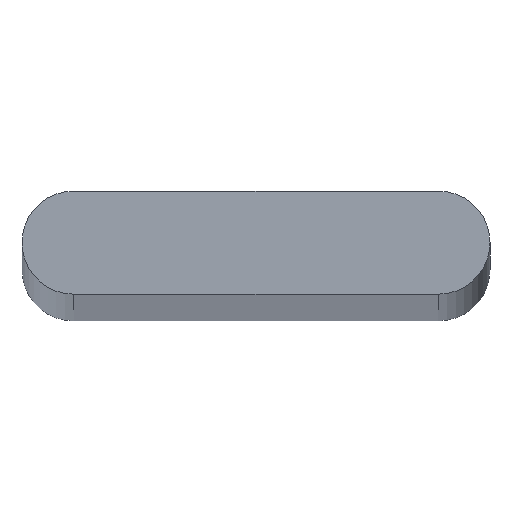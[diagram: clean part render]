
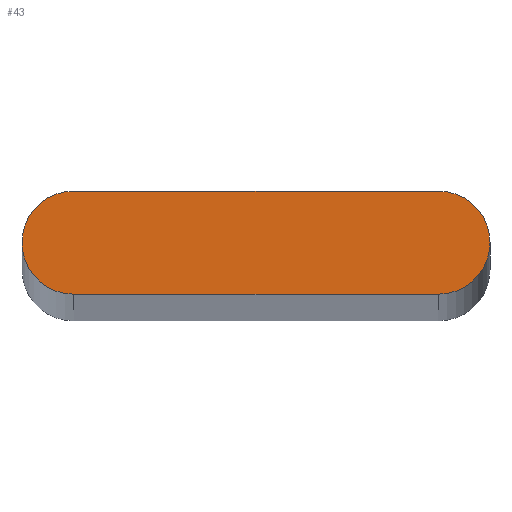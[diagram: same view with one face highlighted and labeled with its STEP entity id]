
A CAD part, top view. The second image highlights one B-rep face of the part: STEP entity #43.
In plain terms, the highlighted planar face has unit normal (0, 0, 1).
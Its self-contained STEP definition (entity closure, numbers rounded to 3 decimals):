
#3 = ORIENTED_EDGE ( 'NONE', *, *, #62, .T. ) ;
#7 = DIRECTION ( 'NONE',  ( 1., 0., 0. ) ) ;
#9 = CARTESIAN_POINT ( 'NONE',  ( -3.26, -3.529, 0. ) ) ;
#12 = VERTEX_POINT ( 'NONE', #13 ) ;
#13 = CARTESIAN_POINT ( 'NONE',  ( 5.24, -1.129, 0. ) ) ;
#20 = ORIENTED_EDGE ( 'NONE', *, *, #87, .T. ) ;
#22 = CIRCLE ( 'NONE', #211, 1.2 ) ;
#26 = ORIENTED_EDGE ( 'NONE', *, *, #148, .T. ) ;
#28 = DIRECTION ( 'NONE',  ( 0., 0., 1. ) ) ;
#34 = CARTESIAN_POINT ( 'NONE',  ( -3.26, -1.129, 0. ) ) ;
#35 = AXIS2_PLACEMENT_3D ( 'NONE', #83, #153, #7 ) ;
#39 = CIRCLE ( 'NONE', #136, 1.2 ) ;
#40 = DIRECTION ( 'NONE',  ( 0., 0., 1. ) ) ;
#43 = ADVANCED_FACE ( 'NONE', ( #220 ), #199, .T. ) ;
#45 = LINE ( 'NONE', #9, #81 ) ;
#47 = CARTESIAN_POINT ( 'NONE',  ( 5.24, -2.329, 0. ) ) ;
#50 = VERTEX_POINT ( 'NONE', #65 ) ;
#60 = EDGE_LOOP ( 'NONE', ( #3, #20, #26, #191, #223 ) ) ;
#62 = EDGE_CURVE ( 'NONE', #145, #89, #39, .T. ) ;
#64 = LINE ( 'NONE', #34, #76 ) ;
#65 = CARTESIAN_POINT ( 'NONE',  ( 6.44, -2.329, 0. ) ) ;
#76 = VECTOR ( 'NONE', #80, 1000. ) ;
#80 = DIRECTION ( 'NONE',  ( -1., 0., 0. ) ) ;
#81 = VECTOR ( 'NONE', #210, 1000. ) ;
#83 = CARTESIAN_POINT ( 'NONE',  ( 5.24, -2.329, 0. ) ) ;
#87 = EDGE_CURVE ( 'NONE', #89, #234, #45, .T. ) ;
#89 = VERTEX_POINT ( 'NONE', #158 ) ;
#103 = DIRECTION ( 'NONE',  ( 1., 0., 0. ) ) ;
#112 = CARTESIAN_POINT ( 'NONE',  ( -3.26, -1.129, 0. ) ) ;
#114 = DIRECTION ( 'NONE',  ( 1., 0., 0. ) ) ;
#127 = CARTESIAN_POINT ( 'NONE',  ( -3.26, -2.329, 0. ) ) ;
#133 = EDGE_CURVE ( 'NONE', #50, #12, #22, .T. ) ;
#136 = AXIS2_PLACEMENT_3D ( 'NONE', #215, #28, #114 ) ;
#145 = VERTEX_POINT ( 'NONE', #112 ) ;
#148 = EDGE_CURVE ( 'NONE', #234, #50, #218, .T. ) ;
#153 = DIRECTION ( 'NONE',  ( 0., 0., 1. ) ) ;
#158 = CARTESIAN_POINT ( 'NONE',  ( -3.26, -3.529, 0. ) ) ;
#160 = EDGE_CURVE ( 'NONE', #12, #145, #64, .T. ) ;
#173 = AXIS2_PLACEMENT_3D ( 'NONE', #127, #40, #103 ) ;
#186 = DIRECTION ( 'NONE',  ( 0., 0., 1. ) ) ;
#188 = DIRECTION ( 'NONE',  ( 1., 0., 0. ) ) ;
#191 = ORIENTED_EDGE ( 'NONE', *, *, #133, .T. ) ;
#199 = PLANE ( 'NONE',  #173 ) ;
#210 = DIRECTION ( 'NONE',  ( 1., 0., 0. ) ) ;
#211 = AXIS2_PLACEMENT_3D ( 'NONE', #47, #186, #188 ) ;
#215 = CARTESIAN_POINT ( 'NONE',  ( -3.26, -2.329, 0. ) ) ;
#218 = CIRCLE ( 'NONE', #35, 1.2 ) ;
#220 = FACE_OUTER_BOUND ( 'NONE', #60, .T. ) ;
#223 = ORIENTED_EDGE ( 'NONE', *, *, #160, .T. ) ;
#233 = CARTESIAN_POINT ( 'NONE',  ( 5.24, -3.529, 0. ) ) ;
#234 = VERTEX_POINT ( 'NONE', #233 ) ;
